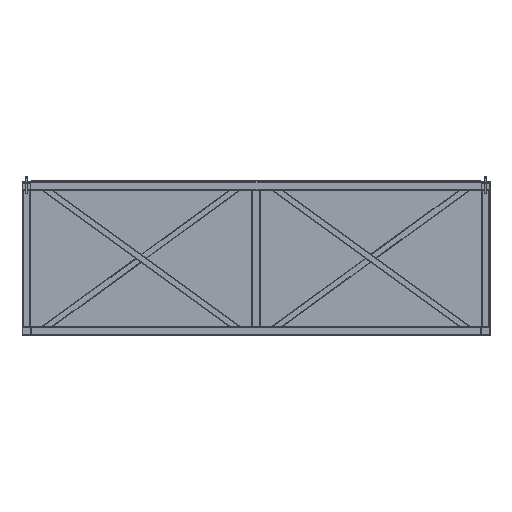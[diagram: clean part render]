
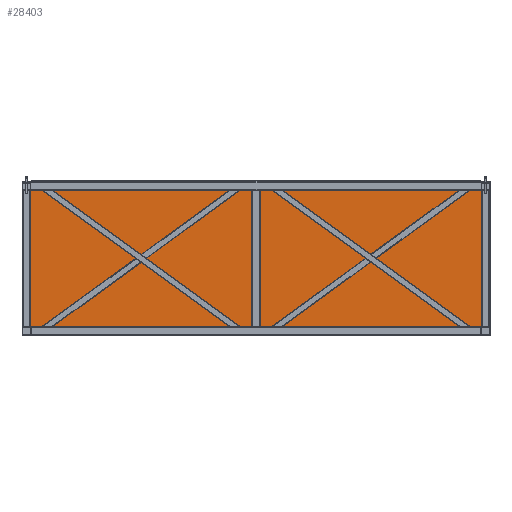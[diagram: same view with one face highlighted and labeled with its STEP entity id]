
A CAD part, front view. The second image highlights one B-rep face of the part: STEP entity #28403.
In plain terms, the highlighted free-form (B-spline) face has degree [1, 1] with [2, 2] control points.
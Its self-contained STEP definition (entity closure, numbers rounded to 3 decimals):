
#28149 = VERTEX_POINT('',#28150);
#28150 = CARTESIAN_POINT('',(-20.108,1610.445,
    -53.383));
#28173 = VERTEX_POINT('',#28174);
#28174 = CARTESIAN_POINT('',(2969.364,1610.445,
    -53.383));
#28208 = EDGE_CURVE('',#28173,#28149,#28209,.T.);
#28209 = B_SPLINE_CURVE_WITH_KNOTS('',1,(#28210,#28211),.UNSPECIFIED.,
  .F.,.F.,(2,2),(0.,2800.),.PIECEWISE_BEZIER_KNOTS.);
#28210 = CARTESIAN_POINT('',(2969.364,1610.445,
    -53.383));
#28211 = CARTESIAN_POINT('',(-20.108,1610.445,
    -53.383));
#28263 = VERTEX_POINT('',#28264);
#28264 = CARTESIAN_POINT('',(2969.364,1610.445,
    928.872));
#28287 = VERTEX_POINT('',#28288);
#28288 = CARTESIAN_POINT('',(-20.108,1610.445,
    928.872));
#28338 = EDGE_CURVE('',#28287,#28263,#28339,.T.);
#28339 = B_SPLINE_CURVE_WITH_KNOTS('',1,(#28340,#28341),.UNSPECIFIED.,
  .F.,.F.,(2,2),(0.,2800.),.PIECEWISE_BEZIER_KNOTS.);
#28340 = CARTESIAN_POINT('',(-20.108,1610.445,
    928.872));
#28341 = CARTESIAN_POINT('',(2969.364,1610.445,
    928.872));
#28361 = EDGE_CURVE('',#28263,#28173,#28362,.T.);
#28362 = B_SPLINE_CURVE_WITH_KNOTS('',1,(#28363,#28364),.UNSPECIFIED.,
  .F.,.F.,(2,2),(0.,920.),.PIECEWISE_BEZIER_KNOTS.);
#28363 = CARTESIAN_POINT('',(2969.364,1610.445,
    928.872));
#28364 = CARTESIAN_POINT('',(2969.364,1610.445,
    -53.383));
#28381 = EDGE_CURVE('',#28149,#28287,#28382,.T.);
#28382 = B_SPLINE_CURVE_WITH_KNOTS('',1,(#28383,#28384),.UNSPECIFIED.,
  .F.,.F.,(2,2),(0.,920.),.PIECEWISE_BEZIER_KNOTS.);
#28383 = CARTESIAN_POINT('',(-20.108,1610.445,
    -53.383));
#28384 = CARTESIAN_POINT('',(-20.108,1610.445,
    928.872));
#28403 = ADVANCED_FACE('',(#28404),#28410,.F.);
#28404 = FACE_BOUND('',#28405,.T.);
#28405 = EDGE_LOOP('',(#28406,#28407,#28408,#28409));
#28406 = ORIENTED_EDGE('',*,*,#28208,.F.);
#28407 = ORIENTED_EDGE('',*,*,#28361,.F.);
#28408 = ORIENTED_EDGE('',*,*,#28338,.F.);
#28409 = ORIENTED_EDGE('',*,*,#28381,.F.);
#28410 = B_SPLINE_SURFACE_WITH_KNOTS('',1,1,(
    (#28411,#28412)
    ,(#28413,#28414
  )),.UNSPECIFIED.,.F.,.F.,.F.,(2,2),(2,2),(-460.,460.),(-1400.,
    1400.),.PIECEWISE_BEZIER_KNOTS.);
#28411 = CARTESIAN_POINT('',(2969.364,1610.445,
    928.872));
#28412 = CARTESIAN_POINT('',(-20.108,1610.445,
    928.872));
#28413 = CARTESIAN_POINT('',(2969.364,1610.445,
    -53.383));
#28414 = CARTESIAN_POINT('',(-20.108,1610.445,
    -53.383));
